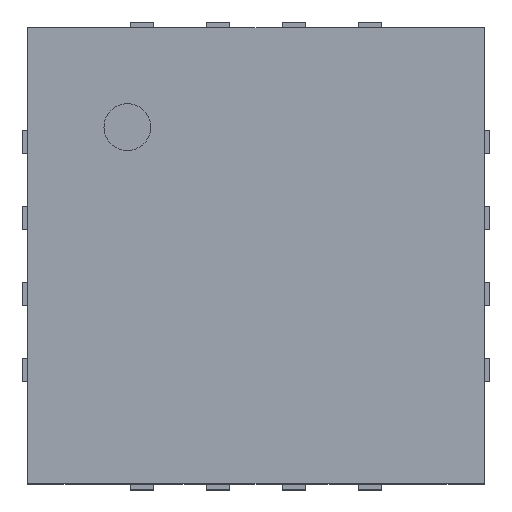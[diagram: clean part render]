
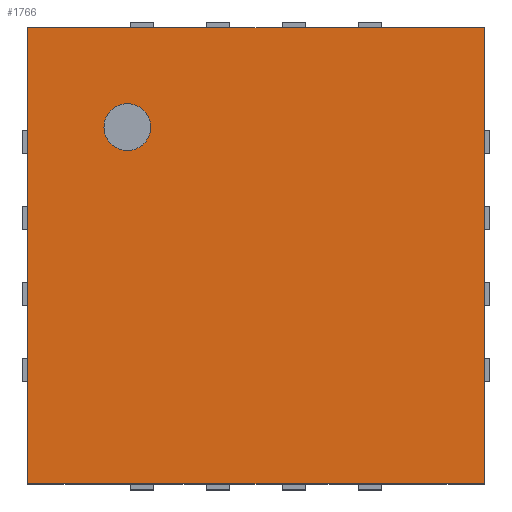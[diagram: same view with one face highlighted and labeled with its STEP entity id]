
A CAD part, top view. The second image highlights one B-rep face of the part: STEP entity #1766.
In plain terms, the highlighted planar face has unit normal (0, 0, 1).
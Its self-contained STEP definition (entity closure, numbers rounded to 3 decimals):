
#13=DIRECTION('',(0.,0.,1.));
#117=DIRECTION('',(0.,0.,-1.));
#149=VECTOR('',#150,1.);
#150=DIRECTION('',(1.,0.,0.));
#156=VECTOR('',#157,1.);
#157=DIRECTION('',(0.,-1.,0.));
#528=ORIENTED_EDGE('',*,*,#529,.F.);
#529=EDGE_CURVE('',#530,#532,#534,.T.);
#530=VERTEX_POINT('',#531);
#531=CARTESIAN_POINT('',(-1.95,1.95,1.1));
#532=VERTEX_POINT('',#533);
#533=CARTESIAN_POINT('',(1.95,1.95,1.1));
#534=LINE('',#531,#149);
#615=ORIENTED_EDGE('',*,*,#616,.T.);
#616=EDGE_CURVE('',#530,#617,#619,.T.);
#617=VERTEX_POINT('',#618);
#618=CARTESIAN_POINT('',(-1.95,-1.95,1.1));
#619=LINE('',#531,#156);
#1135=EDGE_CURVE('',#532,#1136,#1138,.T.);
#1136=VERTEX_POINT('',#1137);
#1137=CARTESIAN_POINT('',(1.95,-1.95,1.1));
#1138=LINE('',#533,#156);
#1213=EDGE_CURVE('',#617,#1136,#1214,.T.);
#1214=LINE('',#618,#149);
#1766=ADVANCED_FACE('',(#1767,#1771),#1780,.T.);
#1767=FACE_BOUND('',#1768,.T.);
#1768=EDGE_LOOP('',(#528,#615,#1769,#1770));
#1769=ORIENTED_EDGE('',*,*,#1213,.T.);
#1770=ORIENTED_EDGE('',*,*,#1135,.F.);
#1771=FACE_BOUND('',#1772,.T.);
#1772=EDGE_LOOP('',(#1773));
#1773=ORIENTED_EDGE('',*,*,#1774,.T.);
#1774=EDGE_CURVE('',#1775,#1775,#1777,.T.);
#1775=VERTEX_POINT('',#1776);
#1776=CARTESIAN_POINT('',(-1.1,0.9,1.1));
#1777=CIRCLE('',#1778,0.2);
#1778=AXIS2_PLACEMENT_3D('',#1779,#117,#157);
#1779=CARTESIAN_POINT('',(-1.1,1.1,1.1));
#1780=PLANE('',#1781);
#1781=AXIS2_PLACEMENT_3D('',#531,#13,#157);
